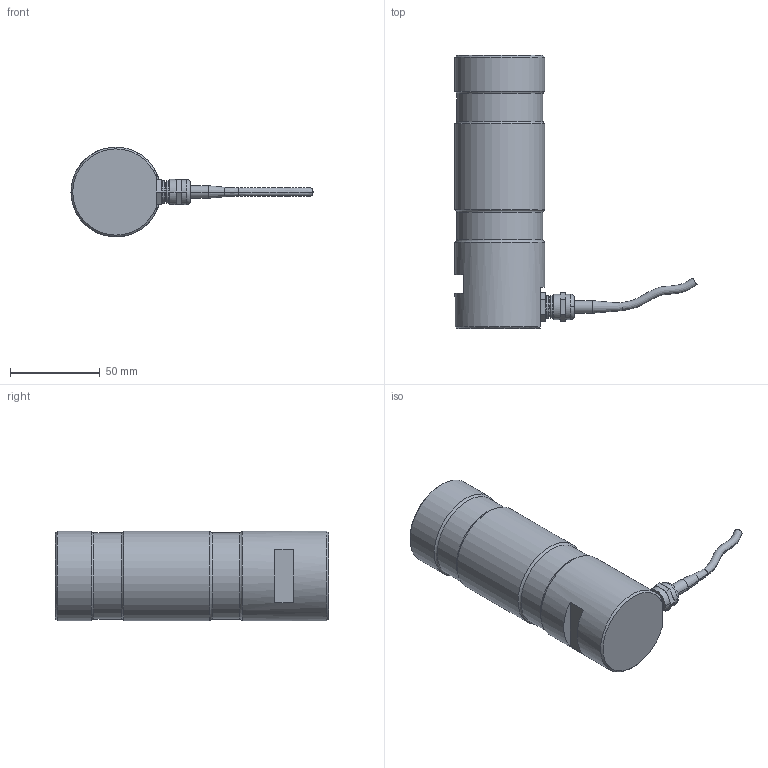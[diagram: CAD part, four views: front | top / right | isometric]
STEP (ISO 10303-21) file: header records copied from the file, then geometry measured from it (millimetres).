
FILE_DESCRIPTION( ( 'Unknown' ), '1' );
FILE_NAME( 'K1661-100kN.stp', 'Unknown', ( 'Unknown' ), ( 'Unknown' ), 'PSStep 17.0.49', 'Unknown', ' ' );
FILE_SCHEMA( ( 'AUTOMOTIVE_DESIGN { 1 0 10303 214 1 1 1 1 }' ) );
Length unit declared in the file: millimetre
Products named in the file (4): Assem1; 1661-020_doc-00010543; m12x1,5_doc-00010622; kabeldurchmesser 4,5_doc-00005151
Assembly tree (3 placements, depth 2):
  Assem1
    1661-020_doc-00010543
    m12x1,5_doc-00010622
    kabeldurchmesser 4,5_doc-00005151
Bounding box: 134.76 x 152 x 50 mm (x, y, z)
Volume: 295202.2 mm3; surface area: 31242.4 mm2
Topology: 3 solids, 3 shells, 89 faces, 198 edges, 121 vertices
Faces by surface type: plane 40, cylinder 23, cone 18, torus 6, bspline 2
Full cylindrical faces by diameter (mm): 48 x2, 50 x3
Entity records: 4500 total; most frequent: CARTESIAN_POINT 2159, ORIENTED_EDGE 360, DIRECTION 220, EDGE_CURVE 180, B_SPLINE_CURVE_WITH_KNOTS 157, VERTEX_POINT 113, EDGE_LOOP 107, AXIS2_PLACEMENT_3D 106
